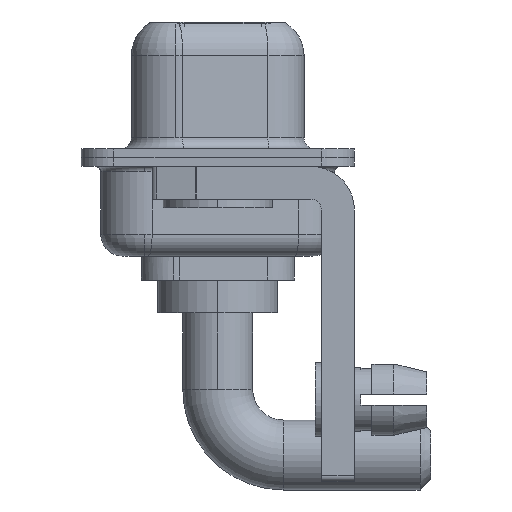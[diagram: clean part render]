
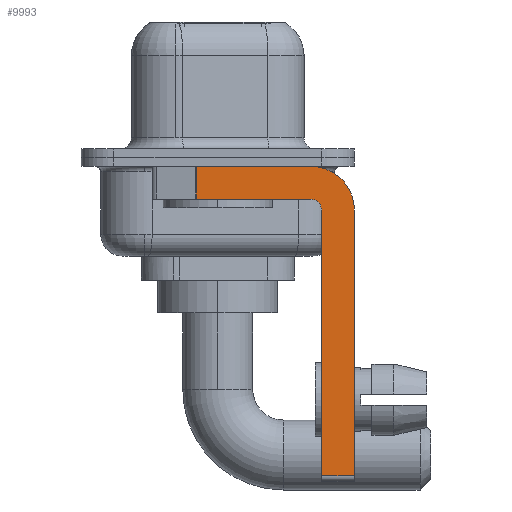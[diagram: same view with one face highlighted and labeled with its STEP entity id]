
A CAD part, left-side view. The second image highlights one B-rep face of the part: STEP entity #9993.
In plain terms, the highlighted planar face has unit normal (-1, 0, 0).
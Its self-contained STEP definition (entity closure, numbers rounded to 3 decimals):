
#335 = DIRECTION ( 'NONE',  ( 0., 0., -1. ) ) ;
#375 = CARTESIAN_POINT ( 'NONE',  ( -2.9, -4.25, -1.9 ) ) ;
#517 = VECTOR ( 'NONE', #9712, 1000. ) ;
#663 = VERTEX_POINT ( 'NONE', #14935 ) ;
#1472 = VECTOR ( 'NONE', #9787, 1000. ) ;
#1651 = CARTESIAN_POINT ( 'NONE',  ( -2.9, 3., -0.4 ) ) ;
#2394 = EDGE_CURVE ( 'NONE', #5366, #2412, #13803, .T. ) ;
#2412 = VERTEX_POINT ( 'NONE', #5759 ) ;
#2484 = CIRCLE ( 'NONE', #9074, 0.5 ) ;
#2912 = CARTESIAN_POINT ( 'NONE',  ( -2.9, -4.25, -1.9 ) ) ;
#3073 = CARTESIAN_POINT ( 'NONE',  ( -2.9, -6.25, -2.4 ) ) ;
#3155 = PLANE ( 'NONE',  #8179 ) ;
#3848 = CARTESIAN_POINT ( 'NONE',  ( -2.9, -4.25, -2.4 ) ) ;
#4038 = VECTOR ( 'NONE', #7901, 1000. ) ;
#4270 = VECTOR ( 'NONE', #13131, 1000. ) ;
#4311 = CARTESIAN_POINT ( 'NONE',  ( -2.9, -4.25, -2.4 ) ) ;
#4544 = CARTESIAN_POINT ( 'NONE',  ( -2.9, -6.25, -2.4 ) ) ;
#4911 = VERTEX_POINT ( 'NONE', #13512 ) ;
#5050 = ORIENTED_EDGE ( 'NONE', *, *, #12487, .F. ) ;
#5136 = DIRECTION ( 'NONE',  ( 1., 0., 0. ) ) ;
#5141 = VERTEX_POINT ( 'NONE', #9762 ) ;
#5366 = VERTEX_POINT ( 'NONE', #3073 ) ;
#5514 = ORIENTED_EDGE ( 'NONE', *, *, #6985, .F. ) ;
#5759 = CARTESIAN_POINT ( 'NONE',  ( -2.9, -6.25, -14.55 ) ) ;
#5890 = ORIENTED_EDGE ( 'NONE', *, *, #7997, .T. ) ;
#6001 = CARTESIAN_POINT ( 'NONE',  ( -2.9, 0.978, -1.9 ) ) ;
#6086 = ORIENTED_EDGE ( 'NONE', *, *, #8472, .F. ) ;
#6253 = LINE ( 'NONE', #12279, #1472 ) ;
#6641 = CARTESIAN_POINT ( 'NONE',  ( -2.9, 0.978, -1.9 ) ) ;
#6985 = EDGE_CURVE ( 'NONE', #10876, #12758, #10549, .T. ) ;
#7542 = VECTOR ( 'NONE', #10753, 1000. ) ;
#7901 = DIRECTION ( 'NONE',  ( 0., 0., -1. ) ) ;
#7997 = EDGE_CURVE ( 'NONE', #13834, #2412, #6253, .T. ) ;
#8179 = AXIS2_PLACEMENT_3D ( 'NONE', #4311, #12630, #8973 ) ;
#8472 = EDGE_CURVE ( 'NONE', #663, #5141, #10913, .T. ) ;
#8594 = LINE ( 'NONE', #14415, #8769 ) ;
#8769 = VECTOR ( 'NONE', #13264, 1000. ) ;
#8973 = DIRECTION ( 'NONE',  ( 0., 0., -1. ) ) ;
#9074 = AXIS2_PLACEMENT_3D ( 'NONE', #10920, #14438, #9623 ) ;
#9623 = DIRECTION ( 'NONE',  ( 0., 0., 1. ) ) ;
#9712 = DIRECTION ( 'NONE',  ( 0., 1., 0. ) ) ;
#9762 = CARTESIAN_POINT ( 'NONE',  ( -2.9, -4.25, -0.4 ) ) ;
#9787 = DIRECTION ( 'NONE',  ( 0., -1., 0. ) ) ;
#9993 = ADVANCED_FACE ( 'NONE', ( #14796 ), #3155, .F. ) ;
#9997 = AXIS2_PLACEMENT_3D ( 'NONE', #3848, #5136, #335 ) ;
#10186 = ORIENTED_EDGE ( 'NONE', *, *, #12495, .F. ) ;
#10549 = LINE ( 'NONE', #375, #517 ) ;
#10752 = ORIENTED_EDGE ( 'NONE', *, *, #2394, .F. ) ;
#10753 = DIRECTION ( 'NONE',  ( 0., 0., -1. ) ) ;
#10876 = VERTEX_POINT ( 'NONE', #2912 ) ;
#10913 = LINE ( 'NONE', #1651, #4270 ) ;
#10920 = CARTESIAN_POINT ( 'NONE',  ( -2.9, -4.25, -2.4 ) ) ;
#11443 = EDGE_CURVE ( 'NONE', #663, #12758, #12885, .T. ) ;
#11944 = CIRCLE ( 'NONE', #9997, 2. ) ;
#12015 = ORIENTED_EDGE ( 'NONE', *, *, #11443, .T. ) ;
#12279 = CARTESIAN_POINT ( 'NONE',  ( -2.9, -4.25, -14.55 ) ) ;
#12487 = EDGE_CURVE ( 'NONE', #5141, #5366, #11944, .T. ) ;
#12495 = EDGE_CURVE ( 'NONE', #13834, #4911, #8594, .T. ) ;
#12630 = DIRECTION ( 'NONE',  ( 1., 0., 0. ) ) ;
#12727 = ORIENTED_EDGE ( 'NONE', *, *, #15047, .F. ) ;
#12758 = VERTEX_POINT ( 'NONE', #6641 ) ;
#12885 = LINE ( 'NONE', #6001, #7542 ) ;
#13131 = DIRECTION ( 'NONE',  ( 0., -1., 0. ) ) ;
#13264 = DIRECTION ( 'NONE',  ( 0., 0., 1. ) ) ;
#13512 = CARTESIAN_POINT ( 'NONE',  ( -2.9, -4.75, -2.4 ) ) ;
#13803 = LINE ( 'NONE', #4544, #4038 ) ;
#13834 = VERTEX_POINT ( 'NONE', #14350 ) ;
#14292 = EDGE_LOOP ( 'NONE', ( #6086, #12015, #5514, #12727, #10186, #5890, #10752, #5050 ) ) ;
#14350 = CARTESIAN_POINT ( 'NONE',  ( -2.9, -4.75, -14.55 ) ) ;
#14415 = CARTESIAN_POINT ( 'NONE',  ( -2.9, -4.75, -14.8 ) ) ;
#14438 = DIRECTION ( 'NONE',  ( -1., 0., 0. ) ) ;
#14796 = FACE_OUTER_BOUND ( 'NONE', #14292, .T. ) ;
#14935 = CARTESIAN_POINT ( 'NONE',  ( -2.9, 0.978, -0.4 ) ) ;
#15047 = EDGE_CURVE ( 'NONE', #4911, #10876, #2484, .T. ) ;
